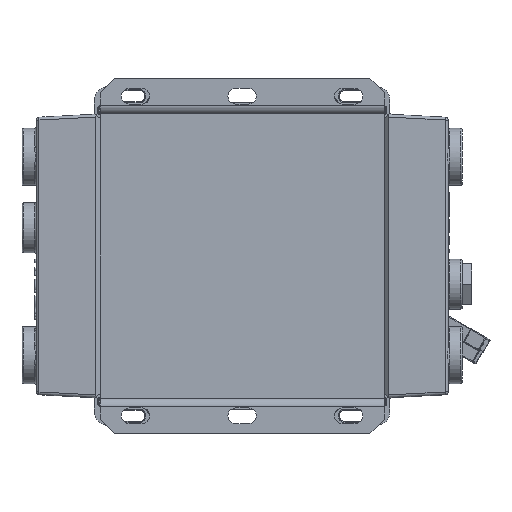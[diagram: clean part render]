
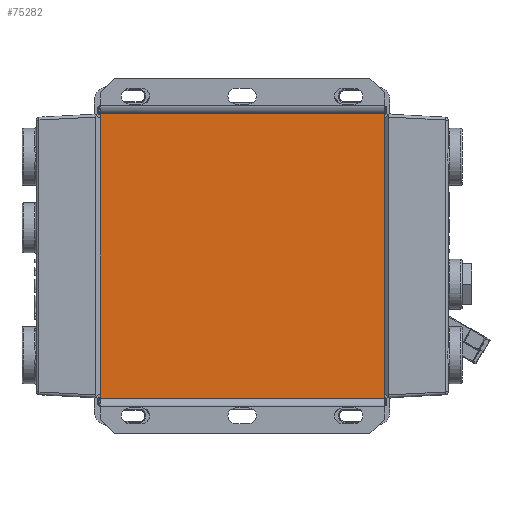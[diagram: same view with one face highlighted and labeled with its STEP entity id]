
A CAD part, left-side view. The second image highlights one B-rep face of the part: STEP entity #75282.
In plain terms, the highlighted planar face has unit normal (-1, 0, 0).
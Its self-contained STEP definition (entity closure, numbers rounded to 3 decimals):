
#15398=FACE_OUTER_BOUND('',#19821,.T.);
#19821=EDGE_LOOP('',(#50817,#50818,#50819,#50820));
#24415=LINE('',#106998,#28175);
#24416=LINE('',#107000,#28176);
#24417=LINE('',#107002,#28177);
#24418=LINE('',#107003,#28178);
#28175=VECTOR('',#87705,10.);
#28176=VECTOR('',#87706,10.);
#28177=VECTOR('',#87707,10.);
#28178=VECTOR('',#87708,10.);
#31935=VERTEX_POINT('',#106996);
#31936=VERTEX_POINT('',#106997);
#31937=VERTEX_POINT('',#106999);
#31938=VERTEX_POINT('',#107001);
#39164=EDGE_CURVE('',#31935,#31936,#24415,.T.);
#39165=EDGE_CURVE('',#31936,#31937,#24416,.T.);
#39166=EDGE_CURVE('',#31937,#31938,#24417,.T.);
#39167=EDGE_CURVE('',#31938,#31935,#24418,.T.);
#50817=ORIENTED_EDGE('',*,*,#39164,.T.);
#50818=ORIENTED_EDGE('',*,*,#39165,.T.);
#50819=ORIENTED_EDGE('',*,*,#39166,.T.);
#50820=ORIENTED_EDGE('',*,*,#39167,.T.);
#74123=PLANE('',#79934);
#75282=ADVANCED_FACE('',(#15398),#74123,.F.);
#79934=AXIS2_PLACEMENT_3D('',#106995,#87703,#87704);
#87703=DIRECTION('center_axis',(1.,0.,0.));
#87704=DIRECTION('ref_axis',(0.,0.,-1.));
#87705=DIRECTION('',(0.,-1.,0.));
#87706=DIRECTION('',(0.,0.,1.));
#87707=DIRECTION('',(0.,1.,0.));
#87708=DIRECTION('',(0.,0.,-1.));
#106995=CARTESIAN_POINT('Origin',(-22.5,0.,0.));
#106996=CARTESIAN_POINT('',(-22.5,100.,-100.));
#106997=CARTESIAN_POINT('',(-22.5,-100.,-100.));
#106998=CARTESIAN_POINT('',(-22.5,-100.,-100.));
#106999=CARTESIAN_POINT('',(-22.5,-100.,100.));
#107000=CARTESIAN_POINT('',(-22.5,-100.,100.));
#107001=CARTESIAN_POINT('',(-22.5,100.,100.));
#107002=CARTESIAN_POINT('',(-22.5,100.,100.));
#107003=CARTESIAN_POINT('',(-22.5,100.,-100.));
